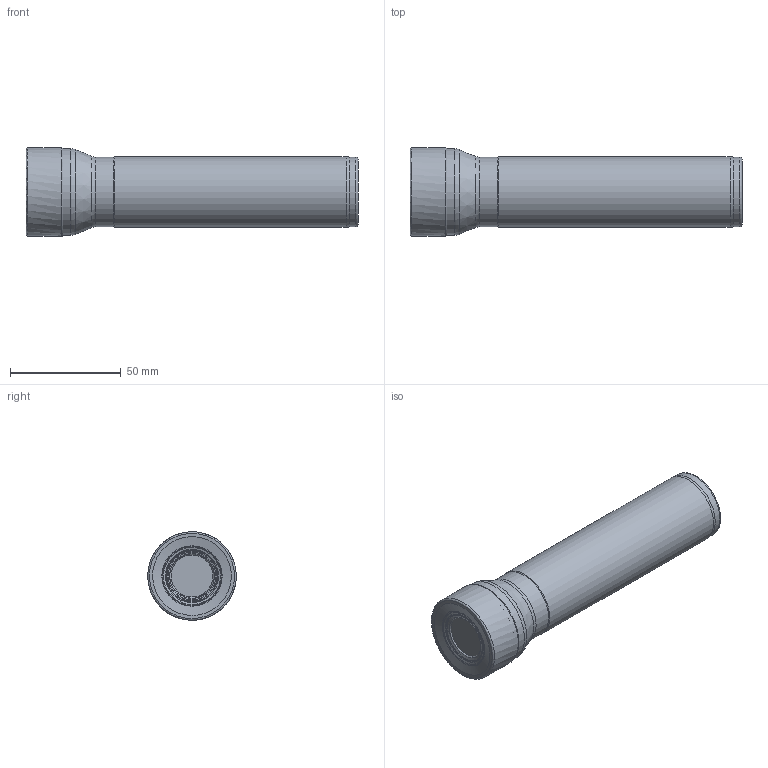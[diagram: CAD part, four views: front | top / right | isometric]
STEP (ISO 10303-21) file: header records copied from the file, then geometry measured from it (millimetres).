
FILE_DESCRIPTION(/* description */ (''),/* implementation_level */ '2;1');
FILE_NAME(/* name */ 'AEM90-R390.18-D40-C32-L150-Z04-H.stp',/* time_stamp */ '2023-10-25T23:11:47+03:00',/* author */ (''),/* organization */ (''),/* preprocessor_version */ 'ST-DEVELOPER v19.4',/* originating_system */ 'SIEMENS PLM Software NX2306.3001',/* authorisation */ '');
FILE_SCHEMA (('AUTOMOTIVE_DESIGN { 1 0 10303 214 3 1 1 1 }'));
Length unit declared in the file: millimetre
Products named in the file (1): AEM90-R390.18-D40-C32-L150-Z04-H
Bounding box: 149.98 x 40.02 x 40.02 mm (x, y, z)
Volume: 144670.2 mm3; surface area: 22389.2 mm2
Topology: 2 solids, 2 shells, 40 faces, 97 edges, 59 vertices
Faces by surface type: revolution 20, cone 7, torus 7, cylinder 4, plane 2
Full cylindrical faces by diameter (mm): 31.5 x2, 32 x1, 39 x1
Entity records: 1038 total; most frequent: DIRECTION 166, CARTESIAN_POINT 145, EDGE_LOOP 78, ORIENTED_EDGE 78, FACE_BOUND 76, AXIS2_PLACEMENT_3D 68, ADVANCED_FACE 40, VERTEX_POINT 39
